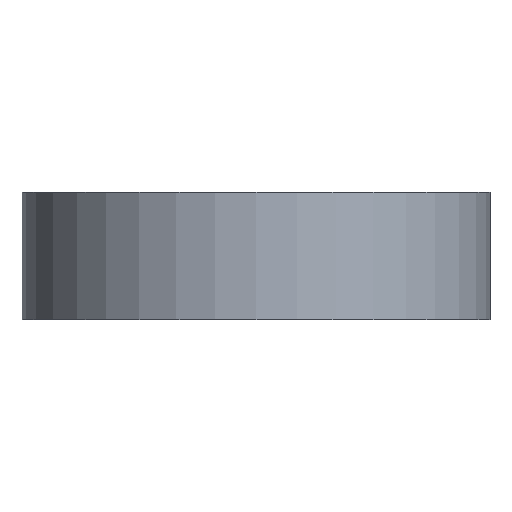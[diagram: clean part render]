
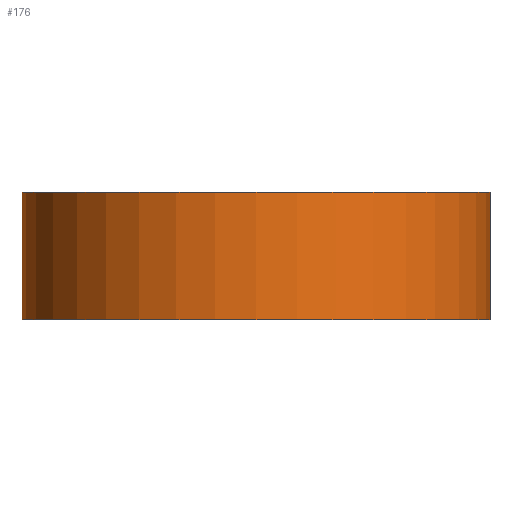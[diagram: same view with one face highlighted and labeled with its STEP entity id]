
A CAD part, left-side view. The second image highlights one B-rep face of the part: STEP entity #176.
In plain terms, the highlighted cylindrical face has radius 2.75 mm (diameter 5.5 mm), a partial arc.
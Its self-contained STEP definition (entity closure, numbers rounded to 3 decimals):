
#30=FACE_OUTER_BOUND($,#42,.T.);
#42=EDGE_LOOP($,(#141,#142,#143,#144));
#53=CIRCLE($,#190,2.75);
#57=CIRCLE($,#197,2.75);
#63=LINE($,#272,#75);
#68=LINE($,#294,#80);
#75=VECTOR($,#217,1.5);
#80=VECTOR($,#240,1.5);
#88=VERTEX_POINT($,#269);
#89=VERTEX_POINT($,#271);
#93=VERTEX_POINT($,#281);
#97=VERTEX_POINT($,#293);
#105=EDGE_CURVE($,#88,#89,#63,.T.);
#111=EDGE_CURVE($,#88,#93,#53,.T.);
#115=EDGE_CURVE($,#93,#97,#68,.T.);
#116=EDGE_CURVE($,#89,#97,#57,.T.);
#141=ORIENTED_EDGE($,*,*,#111,.T.);
#142=ORIENTED_EDGE($,*,*,#115,.T.);
#143=ORIENTED_EDGE($,*,*,#116,.F.);
#144=ORIENTED_EDGE($,*,*,#105,.F.);
#169=CYLINDRICAL_SURFACE($,#196,2.75);
#176=ADVANCED_FACE($,(#30),#169,.T.);
#190=AXIS2_PLACEMENT_3D($,#283,#226,#227);
#196=AXIS2_PLACEMENT_3D($,#292,#238,#239);
#197=AXIS2_PLACEMENT_3D($,#295,#241,#242);
#217=DIRECTION($,(0.,0.,1.));
#226=DIRECTION('center_axis',(0.,0.,1.));
#227=DIRECTION('ref_axis',(0.,1.,0.));
#238=DIRECTION('center_axis',(0.,0.,1.));
#239=DIRECTION('ref_axis',(0.,1.,0.));
#240=DIRECTION($,(0.,0.,1.));
#241=DIRECTION('center_axis',(0.,0.,1.));
#242=DIRECTION('ref_axis',(0.,1.,0.));
#269=CARTESIAN_POINT('',(-5.,2.75,0.));
#271=CARTESIAN_POINT('',(-5.,2.75,1.5));
#272=CARTESIAN_POINT($,(-5.,2.75,0.));
#281=CARTESIAN_POINT('',(-5.,-2.75,0.));
#283=CARTESIAN_POINT('Origin',(-5.,0.,0.));
#292=CARTESIAN_POINT('Origin',(-5.,0.,0.));
#293=CARTESIAN_POINT('',(-5.,-2.75,1.5));
#294=CARTESIAN_POINT($,(-5.,-2.75,0.));
#295=CARTESIAN_POINT('Origin',(-5.,0.,1.5));
